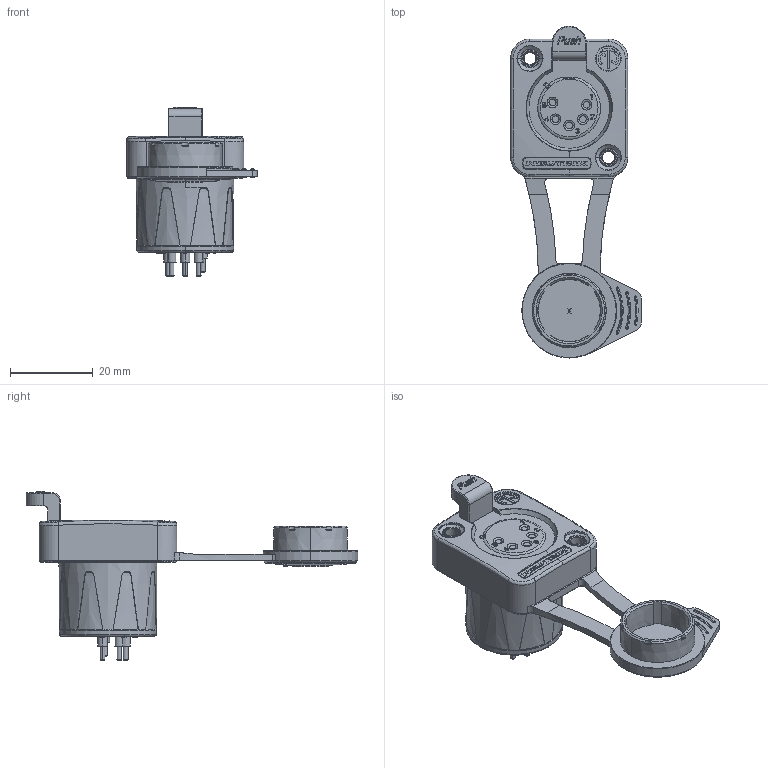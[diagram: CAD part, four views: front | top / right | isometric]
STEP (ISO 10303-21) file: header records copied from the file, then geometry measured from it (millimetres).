
FILE_DESCRIPTION((''),'2;1');
FILE_NAME('30012587','2025-06-04T04:03:39',('SYSTEM'),(''),'CREO PARAMETRIC BY PTC INC, 2023424','CREO PARAMETRIC BY PTC INC, 2023424','');
FILE_SCHEMA(('CONFIG_CONTROL_DESIGN'));
Length unit declared in the file: millimetre
Products named in the file (1): 30012587
Bounding box: 31.7 x 80.45 x 41 mm (x, y, z)
Volume: 18948.4 mm3; surface area: 7752.9 mm2
Topology: 1 solids, 9 shells, 1373 faces, 3896 edges, 2620 vertices
Faces by surface type: plane 781, cylinder 222, torus 112, extrusion 79, bspline 78, cone 73, sphere 28
Entity records: 50479 total; most frequent: CARTESIAN_POINT 14978, ORIENTED_EDGE 7788, DIRECTION 7083, EDGE_CURVE 3894, VERTEX_POINT 2620, AXIS2_PLACEMENT_3D 2616, VECTOR 1851, LINE 1772
